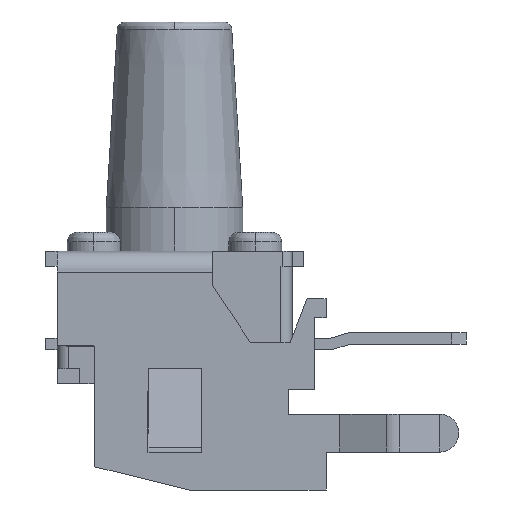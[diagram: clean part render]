
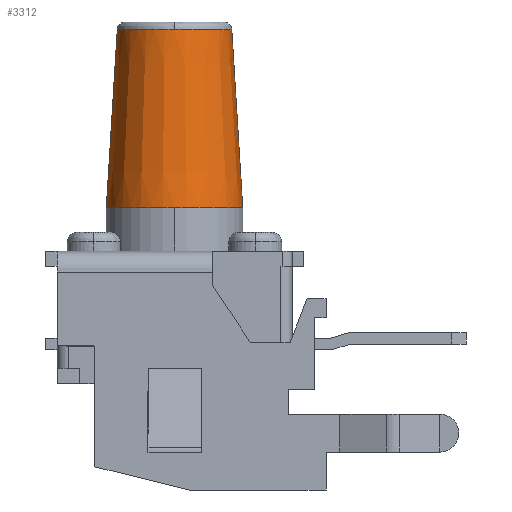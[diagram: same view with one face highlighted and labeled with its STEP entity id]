
A CAD part, left-side view. The second image highlights one B-rep face of the part: STEP entity #3312.
In plain terms, the highlighted conical face has half-angle 3.504 degrees and reference radius 1.512 mm.
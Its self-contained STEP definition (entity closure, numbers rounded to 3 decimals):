
#904 = CARTESIAN_POINT ( 'NONE',  ( 0., 0., 1.15 ) ) ;
#905 = DIRECTION ( 'NONE',  ( 0., 0., -1. ) ) ;
#906 = DIRECTION ( 'NONE',  ( -1., 0., 0. ) ) ;
#979 = CARTESIAN_POINT ( 'NONE',  ( 0., 0., 5.862 ) ) ;
#980 = DIRECTION ( 'NONE',  ( 0., 0., 1. ) ) ;
#981 = DIRECTION ( 'NONE',  ( 1., 0., 0. ) ) ;
#982 = CARTESIAN_POINT ( 'NONE',  ( 0., 0., 5.862 ) ) ;
#983 = DIRECTION ( 'NONE',  ( 0., 0., 1. ) ) ;
#984 = DIRECTION ( 'NONE',  ( 1., 0., 0. ) ) ;
#1195 = CARTESIAN_POINT ( 'NONE',  ( -1.511, 0., 5.862 ) ) ;
#2055 = VERTEX_POINT ( 'NONE', #6228 ) ;
#2057 = VERTEX_POINT ( 'NONE', #6230 ) ;
#2058 = VERTEX_POINT ( 'NONE', #6231 ) ;
#2059 = VERTEX_POINT ( 'NONE', #6232 ) ;
#2061 = VERTEX_POINT ( 'NONE', #6234 ) ;
#2255 = CONICAL_SURFACE ( 'NONE', #2256, 1.511, 0.061 ) ;
#2256 = AXIS2_PLACEMENT_3D ( 'NONE', #6421, #6422, #6423 ) ;
#2339 = VECTOR ( 'NONE', #5970, 1000. ) ;
#2345 = VECTOR ( 'NONE', #5981, 1000. ) ;
#2347 = CIRCLE ( 'NONE', #2348, 1.8 ) ;
#2348 = AXIS2_PLACEMENT_3D ( 'NONE', #5765, #5766, #5767 ) ;
#2624 = LINE ( 'NONE', #5969, #2339 ) ;
#2625 = LINE ( 'NONE', #5979, #2345 ) ;
#3138 = CIRCLE ( 'NONE', #3143, 1.8 ) ;
#3143 = AXIS2_PLACEMENT_3D ( 'NONE', #904, #905, #906 ) ;
#3145 = CIRCLE ( 'NONE', #3147, 1.511 ) ;
#3146 = CIRCLE ( 'NONE', #3148, 1.511 ) ;
#3147 = AXIS2_PLACEMENT_3D ( 'NONE', #979, #980, #981 ) ;
#3148 = AXIS2_PLACEMENT_3D ( 'NONE', #982, #983, #984 ) ;
#3312 = ADVANCED_FACE ( 'NONE', ( #7181 ), #2255, .T. ) ;
#3770 = ORIENTED_EDGE ( 'NONE', *, *, #3979, .F. ) ;
#3771 = ORIENTED_EDGE ( 'NONE', *, *, #4283, .F. ) ;
#3772 = ORIENTED_EDGE ( 'NONE', *, *, #4284, .F. ) ;
#3773 = ORIENTED_EDGE ( 'NONE', *, *, #4278, .F. ) ;
#3774 = ORIENTED_EDGE ( 'NONE', *, *, #3982, .T. ) ;
#3775 = ORIENTED_EDGE ( 'NONE', *, *, #3984, .F. ) ;
#3911 = EDGE_LOOP ( 'NONE', ( #3770, #3771, #3772, #3774, #3775, #3773 ) ) ;
#3979 = EDGE_CURVE ( 'NONE', #2061, #2055, #2624, .T. ) ;
#3982 = EDGE_CURVE ( 'NONE', #2058, #2057, #2625, .T. ) ;
#3984 = EDGE_CURVE ( 'NONE', #2059, #2057, #2347, .T. ) ;
#4278 = EDGE_CURVE ( 'NONE', #2055, #2059, #3138, .T. ) ;
#4283 = EDGE_CURVE ( 'NONE', #7640, #2061, #3145, .T. ) ;
#4284 = EDGE_CURVE ( 'NONE', #2058, #7640, #3146, .T. ) ;
#5765 = CARTESIAN_POINT ( 'NONE',  ( 0., 0., 1.15 ) ) ;
#5766 = DIRECTION ( 'NONE',  ( 0., 0., -1. ) ) ;
#5767 = DIRECTION ( 'NONE',  ( -1., 0., 0. ) ) ;
#5969 = CARTESIAN_POINT ( 'NONE',  ( 0., -1.511, 5.862 ) ) ;
#5970 = DIRECTION ( 'NONE',  ( 0., -0.061, -0.998 ) ) ;
#5979 = CARTESIAN_POINT ( 'NONE',  ( 0., 1.511, 5.862 ) ) ;
#5981 = DIRECTION ( 'NONE',  ( 0., 0.061, -0.998 ) ) ;
#6228 = CARTESIAN_POINT ( 'NONE',  ( 0., -1.8, 1.15 ) ) ;
#6230 = CARTESIAN_POINT ( 'NONE',  ( 0., 1.8, 1.15 ) ) ;
#6231 = CARTESIAN_POINT ( 'NONE',  ( 0., 1.511, 5.862 ) ) ;
#6232 = CARTESIAN_POINT ( 'NONE',  ( -1.8, 0., 1.15 ) ) ;
#6234 = CARTESIAN_POINT ( 'NONE',  ( 0., -1.511, 5.862 ) ) ;
#6421 = CARTESIAN_POINT ( 'NONE',  ( 0., 0., 5.862 ) ) ;
#6422 = DIRECTION ( 'NONE',  ( 0., 0., -1. ) ) ;
#6423 = DIRECTION ( 'NONE',  ( 0., 1., 0. ) ) ;
#7181 = FACE_OUTER_BOUND ( 'NONE', #3911, .T. ) ;
#7640 = VERTEX_POINT ( 'NONE', #1195 ) ;
